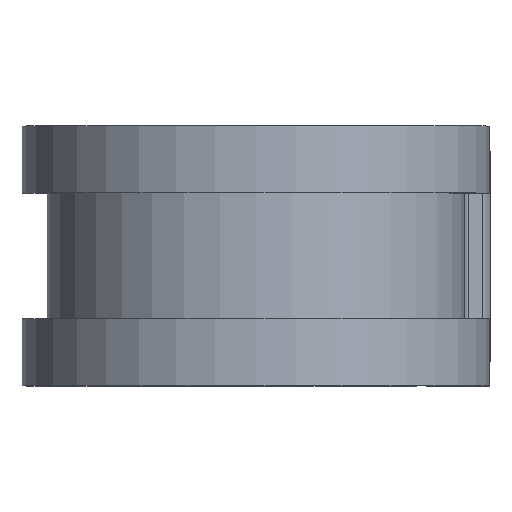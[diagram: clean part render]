
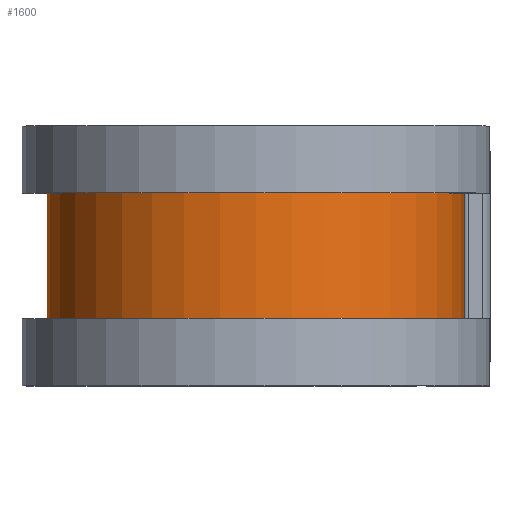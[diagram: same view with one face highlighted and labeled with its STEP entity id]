
A CAD part, top view. The second image highlights one B-rep face of the part: STEP entity #1600.
In plain terms, the highlighted cylindrical face has radius 12.649 mm (diameter 25.298 mm), a partial arc.
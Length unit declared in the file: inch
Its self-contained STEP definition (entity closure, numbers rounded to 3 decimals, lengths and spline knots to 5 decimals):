
#30 = VERTEX_POINT ( 'NONE', #1234 ) ;
#129 = CARTESIAN_POINT ( 'NONE',  ( 0., 0.15, 0. ) ) ;
#144 = ORIENTED_EDGE ( 'NONE', *, *, #1396, .F. ) ;
#243 = VERTEX_POINT ( 'NONE', #870 ) ;
#344 = VECTOR ( 'NONE', #1412, 39.37008 ) ;
#420 = VERTEX_POINT ( 'NONE', #919 ) ;
#470 = AXIS2_PLACEMENT_3D ( 'NONE', #129, #537, #547 ) ;
#510 = EDGE_CURVE ( 'NONE', #243, #30, #1423, .T. ) ;
#531 = DIRECTION ( 'NONE',  ( 0., 0., -1. ) ) ;
#537 = DIRECTION ( 'NONE',  ( 0., -1., 0. ) ) ;
#547 = DIRECTION ( 'NONE',  ( 0., 0., -1. ) ) ;
#635 = CARTESIAN_POINT ( 'NONE',  ( 0., 0.25, -0.498 ) ) ;
#648 = EDGE_LOOP ( 'NONE', ( #828, #1308, #751, #144 ) ) ;
#740 = CARTESIAN_POINT ( 'NONE',  ( 0.498, 0.25, 0. ) ) ;
#742 = EDGE_CURVE ( 'NONE', #243, #891, #1370, .T. ) ;
#751 = ORIENTED_EDGE ( 'NONE', *, *, #1303, .T. ) ;
#768 = LINE ( 'NONE', #635, #344 ) ;
#775 = CARTESIAN_POINT ( 'NONE',  ( 0., -0.15, 0. ) ) ;
#828 = ORIENTED_EDGE ( 'NONE', *, *, #510, .F. ) ;
#850 = AXIS2_PLACEMENT_3D ( 'NONE', #1472, #1720, #531 ) ;
#870 = CARTESIAN_POINT ( 'NONE',  ( 0.498, 0.15, 0. ) ) ;
#891 = VERTEX_POINT ( 'NONE', #1155 ) ;
#919 = CARTESIAN_POINT ( 'NONE',  ( 0., -0.15, -0.498 ) ) ;
#946 = DIRECTION ( 'NONE',  ( 0., 0., -1. ) ) ;
#1126 = CYLINDRICAL_SURFACE ( 'NONE', #850, 0.498 ) ;
#1155 = CARTESIAN_POINT ( 'NONE',  ( 0., 0.15, -0.498 ) ) ;
#1234 = CARTESIAN_POINT ( 'NONE',  ( 0.498, -0.15, 0. ) ) ;
#1303 = EDGE_CURVE ( 'NONE', #891, #420, #768, .T. ) ;
#1308 = ORIENTED_EDGE ( 'NONE', *, *, #742, .T. ) ;
#1329 = AXIS2_PLACEMENT_3D ( 'NONE', #775, #1667, #946 ) ;
#1370 = CIRCLE ( 'NONE', #470, 0.498 ) ;
#1396 = EDGE_CURVE ( 'NONE', #30, #420, #1639, .T. ) ;
#1412 = DIRECTION ( 'NONE',  ( 0., -1., 0. ) ) ;
#1423 = LINE ( 'NONE', #740, #1659 ) ;
#1471 = FACE_OUTER_BOUND ( 'NONE', #648, .T. ) ;
#1472 = CARTESIAN_POINT ( 'NONE',  ( 0., 0.25, 0. ) ) ;
#1595 = DIRECTION ( 'NONE',  ( 0., -1., 0. ) ) ;
#1600 = ADVANCED_FACE ( 'NONE', ( #1471 ), #1126, .T. ) ;
#1639 = CIRCLE ( 'NONE', #1329, 0.498 ) ;
#1659 = VECTOR ( 'NONE', #1595, 39.37008 ) ;
#1667 = DIRECTION ( 'NONE',  ( 0., -1., 0. ) ) ;
#1720 = DIRECTION ( 'NONE',  ( 0., -1., 0. ) ) ;
